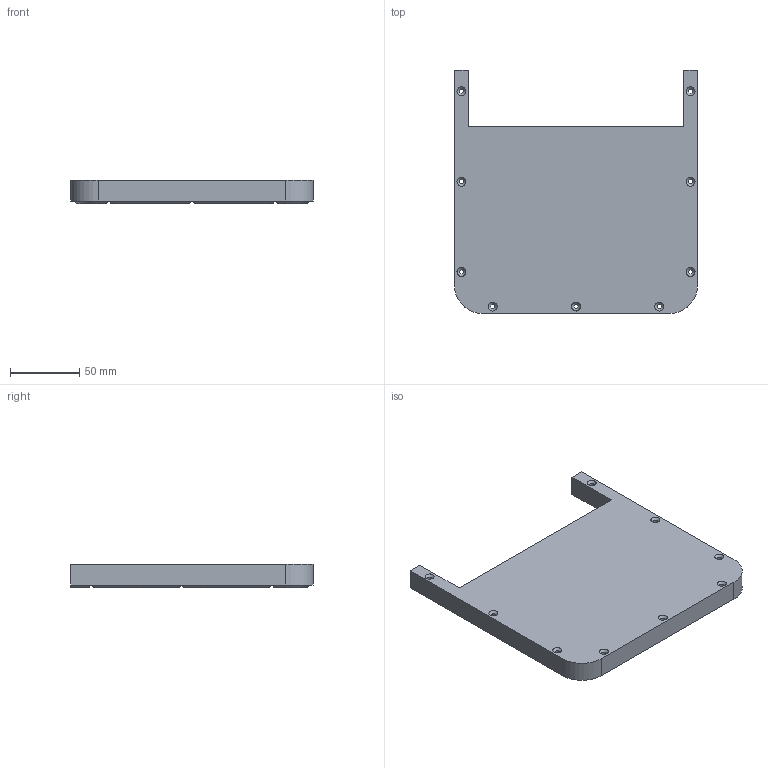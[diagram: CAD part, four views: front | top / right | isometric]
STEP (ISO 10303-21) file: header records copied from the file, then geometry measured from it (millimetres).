
FILE_DESCRIPTION(('FreeCAD Model'),'2;1');
FILE_NAME('Open CASCADE Shape Model','2025-10-31T19:14:41',(''),(''), 'Open CASCADE STEP processor 7.8','FreeCAD','Unknown');
FILE_SCHEMA(('AUTOMOTIVE_DESIGN { 1 0 10303 214 1 1 1 1 }'));
Length unit declared in the file: millimetre
Products named in the file (1): Cover
Bounding box: 175 x 175 x 17 mm (x, y, z)
Volume: 137148.9 mm3; surface area: 66770.1 mm2
Topology: 1 solids, 1 shells, 55 faces, 155 edges, 98 vertices
Faces by surface type: plane 24, cylinder 18, cone 13
Full cylindrical faces by diameter (mm): 3.2 x9, 10 x5
Entity records: 1845 total; most frequent: DIRECTION 333, ORIENTED_EDGE 310, CARTESIAN_POINT 309, EDGE_CURVE 155, AXIS2_PLACEMENT_3D 122, VERTEX_POINT 98, LINE 89, VECTOR 89
